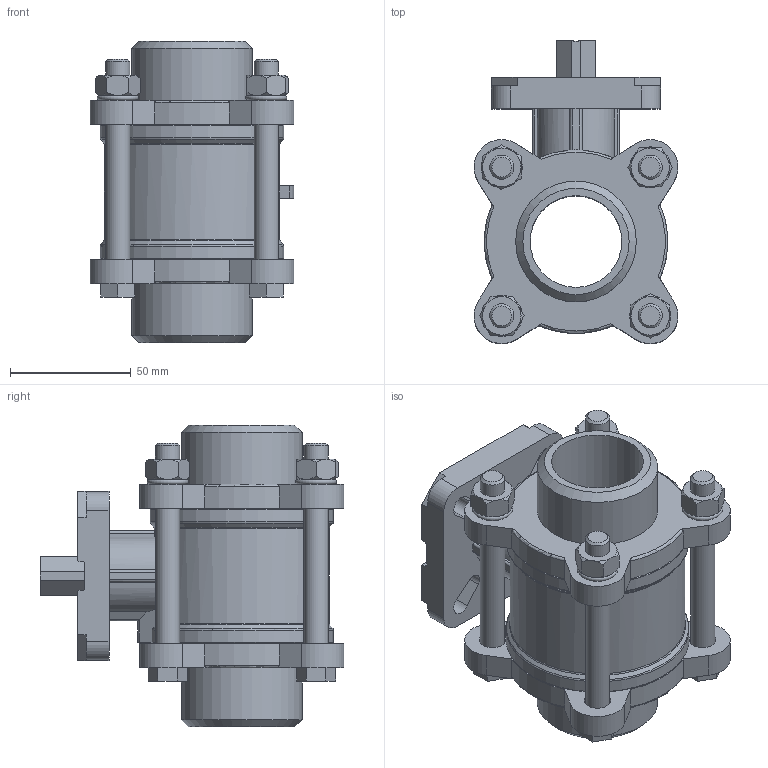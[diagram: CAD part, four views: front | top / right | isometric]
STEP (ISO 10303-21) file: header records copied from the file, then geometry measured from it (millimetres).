
FILE_DESCRIPTION(/* description */ ('STEP AP214'),/* implementation_level */ '2;1');
FILE_NAME(/* name */ '1686697_VZBA-11_2-WW-63-T-22-F0507-V4V4T',/* time_stamp */ '2024-09-18T00:18:08+02:00',/* author */ ('License CC BY-ND 4.0'),/* organization */ ('CADENAS'),/* preprocessor_version */ 'ST-DEVELOPER v19.3',/* originating_system */ 'PARTsolutions',/* authorisation */ ' ');
FILE_SCHEMA (('AUTOMOTIVE_DESIGN {1 0 10303 214 3 1 1}'));
Length unit declared in the file: millimetre
Products named in the file (1): 1686697 VZBA-11/2''-WW-63-T-22-F0507-V4V4T
Bounding box: 84.48 x 125.74 x 125 mm (x, y, z)
Volume: 414777.2 mm3; surface area: 88782.2 mm2
Topology: 1 solids, 1 shells, 311 faces, 766 edges, 488 vertices
Faces by surface type: plane 160, cylinder 72, cone 63, torus 16
Full cylindrical faces by diameter (mm): 10 x8, 11 x9, 19 x1, 38 x1, 38.5 x1, 50 x2, 72.5 x1, 76 x1
Entity records: 9116 total; most frequent: CARTESIAN_POINT 1979, ORIENTED_EDGE 1434, DIRECTION 1429, EDGE_CURVE 717, AXIS2_PLACEMENT_3D 534, VERTEX_POINT 481, EDGE_LOOP 404, FACE_BOUND 404
